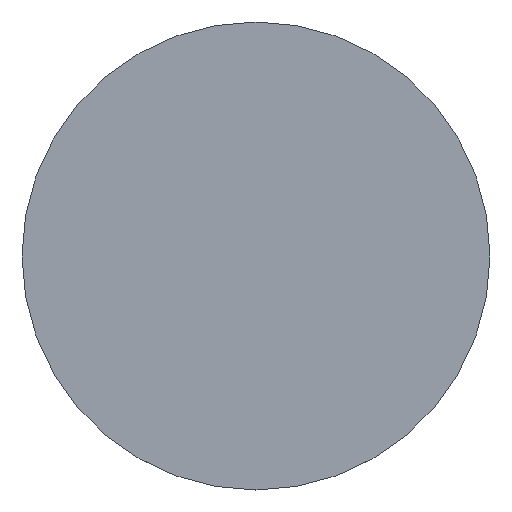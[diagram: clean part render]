
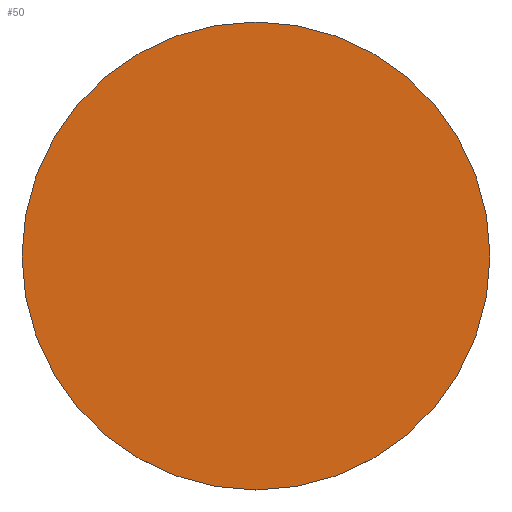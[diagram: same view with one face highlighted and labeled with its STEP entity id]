
A CAD part, top view. The second image highlights one B-rep face of the part: STEP entity #50.
In plain terms, the highlighted planar face has unit normal (0, 0, 1).
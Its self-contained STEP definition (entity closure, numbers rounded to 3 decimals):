
#4 = CARTESIAN_POINT ( 'NONE',  ( 0., 0., 0.1 ) ) ;
#14 = CIRCLE ( 'NONE', #69, 5. ) ;
#15 = DIRECTION ( 'NONE',  ( 1., 0., 0. ) ) ;
#48 = CARTESIAN_POINT ( 'NONE',  ( 5., 0., 0.1 ) ) ;
#50 = ADVANCED_FACE ( 'NONE', ( #71 ), #93, .T. ) ;
#58 = CIRCLE ( 'NONE', #159, 5. ) ;
#59 = DIRECTION ( 'NONE',  ( 1., 0., 0. ) ) ;
#67 = ORIENTED_EDGE ( 'NONE', *, *, #154, .T. ) ;
#69 = AXIS2_PLACEMENT_3D ( 'NONE', #4, #70, #138 ) ;
#70 = DIRECTION ( 'NONE',  ( 0., 0., 1. ) ) ;
#71 = FACE_OUTER_BOUND ( 'NONE', #146, .T. ) ;
#73 = CARTESIAN_POINT ( 'NONE',  ( -5., 0., 0.1 ) ) ;
#82 = CARTESIAN_POINT ( 'NONE',  ( 0., 0., 0.1 ) ) ;
#84 = DIRECTION ( 'NONE',  ( 0., 0., 1. ) ) ;
#92 = VERTEX_POINT ( 'NONE', #48 ) ;
#93 = PLANE ( 'NONE',  #113 ) ;
#94 = EDGE_CURVE ( 'NONE', #162, #92, #58, .T. ) ;
#113 = AXIS2_PLACEMENT_3D ( 'NONE', #167, #84, #15 ) ;
#123 = DIRECTION ( 'NONE',  ( 0., 0., 1. ) ) ;
#138 = DIRECTION ( 'NONE',  ( 1., 0., 0. ) ) ;
#146 = EDGE_LOOP ( 'NONE', ( #151, #67 ) ) ;
#151 = ORIENTED_EDGE ( 'NONE', *, *, #94, .T. ) ;
#154 = EDGE_CURVE ( 'NONE', #92, #162, #14, .T. ) ;
#159 = AXIS2_PLACEMENT_3D ( 'NONE', #82, #123, #59 ) ;
#162 = VERTEX_POINT ( 'NONE', #73 ) ;
#167 = CARTESIAN_POINT ( 'NONE',  ( 0., 0., 0.1 ) ) ;
